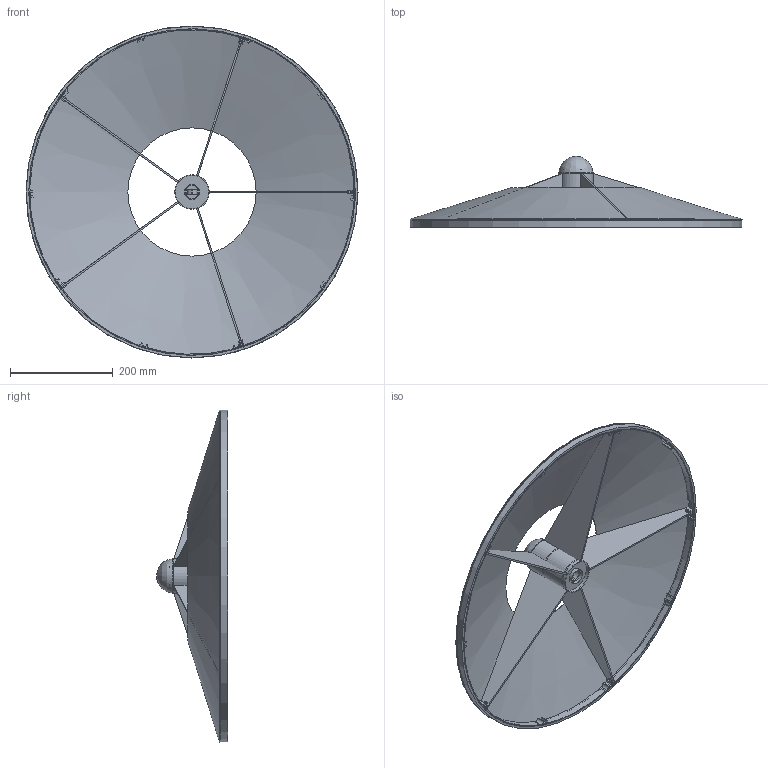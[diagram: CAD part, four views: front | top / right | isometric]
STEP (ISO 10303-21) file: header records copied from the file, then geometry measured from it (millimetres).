
FILE_DESCRIPTION(/* description */ (''),/* implementation_level */ '2;1');
FILE_NAME(/* name */ 'SwampGas.step',/* time_stamp */ '2021-11-02T11:16:35-05:00',/* author */ (''),/* organization */ (''),/* preprocessor_version */ 'ST-DEVELOPER v18.1',/* originating_system */ 'Autodesk Translation Framework v10.10.0.1391',/* authorisation */ '');
FILE_SCHEMA (('AUTOMOTIVE_DESIGN { 1 0 10303 214 3 1 1 }'));
Length unit declared in the file: millimetre
Products named in the file (1): SwampGas
Bounding box: 647.19 x 138.52 x 647.19 mm (x, y, z)
Volume: 846273.8 mm3; surface area: 1036488.5 mm2
Topology: 27 solids, 27 shells, 460 faces, 1237 edges, 820 vertices
Faces by surface type: plane 328, cylinder 121, bspline 7, cone 3, torus 1
Full cylindrical faces by diameter (mm): 3 x12, 4 x3, 5.55 x5, 28.7 x1, 30.08 x3, 64.95 x3, 67.08 x1, 250 x1, 636.6 x1, 646.6 x1
Entity records: 14586 total; most frequent: CARTESIAN_POINT 2663, ORIENTED_EDGE 2470, DIRECTION 2451, EDGE_CURVE 1235, LINE 905, VECTOR 905, VERTEX_POINT 820, AXIS2_PLACEMENT_3D 773
